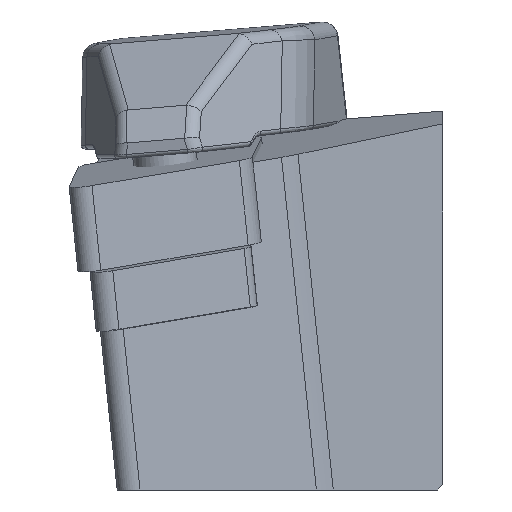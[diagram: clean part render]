
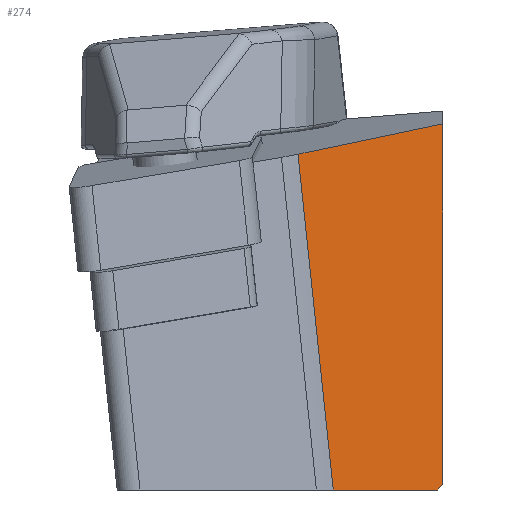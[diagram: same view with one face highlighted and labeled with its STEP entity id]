
A CAD part, left-side view. The second image highlights one B-rep face of the part: STEP entity #274.
In plain terms, the highlighted planar face has unit normal (-0.711, -0.703, -0.001).
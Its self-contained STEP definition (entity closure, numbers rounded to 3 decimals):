
#274=ADVANCED_FACE('',(#446),#384,.F.);
#384=PLANE('',#2140);
#446=FACE_OUTER_BOUND('',#559,.T.);
#559=EDGE_LOOP('',(#1186,#1187,#1188,#1189,#1190));
#662=LINE('',#2931,#836);
#679=LINE('',#2991,#853);
#695=LINE('',#3034,#869);
#716=LINE('',#3086,#890);
#736=LINE('',#3131,#910);
#836=VECTOR('',#2329,1.);
#853=VECTOR('',#2366,1.);
#869=VECTOR('',#2394,1.);
#890=VECTOR('',#2443,1.);
#910=VECTOR('',#2501,1.);
#1186=ORIENTED_EDGE('',*,*,#1835,.F.);
#1187=ORIENTED_EDGE('',*,*,#1809,.F.);
#1188=ORIENTED_EDGE('',*,*,#1789,.F.);
#1189=ORIENTED_EDGE('',*,*,#1763,.F.);
#1190=ORIENTED_EDGE('',*,*,#1859,.T.);
#1581=VERTEX_POINT('',#2930);
#1582=VERTEX_POINT('',#2932);
#1604=VERTEX_POINT('',#2992);
#1620=VERTEX_POINT('',#3032);
#1638=VERTEX_POINT('',#3087);
#1763=EDGE_CURVE('',#1581,#1582,#662,.T.);
#1789=EDGE_CURVE('',#1582,#1604,#679,.T.);
#1809=EDGE_CURVE('',#1604,#1620,#695,.T.);
#1835=EDGE_CURVE('',#1620,#1638,#716,.T.);
#1859=EDGE_CURVE('',#1581,#1638,#736,.T.);
#2140=AXIS2_PLACEMENT_3D('',#3133,#2504,#2505);
#2329=DIRECTION('',(0.695,-0.703,0.147));
#2366=DIRECTION('',(0.002,0.,-1.));
#2394=DIRECTION('',(-0.573,0.58,-0.58));
#2443=DIRECTION('',(-0.703,0.711,0.));
#2501=DIRECTION('',(0.105,-0.104,-0.989));
#2504=DIRECTION('',(0.711,0.703,0.001));
#2505=DIRECTION('',(0.703,-0.711,0.));
#2930=CARTESIAN_POINT('',(8.592,7.724,1.895));
#2931=CARTESIAN_POINT('',(8.592,7.724,1.895));
#2932=CARTESIAN_POINT('',(16.23,0.,3.514));
#2991=CARTESIAN_POINT('',(16.299,0.,-37.167));
#2992=CARTESIAN_POINT('',(16.262,0.,-15.7));
#3032=CARTESIAN_POINT('',(15.966,0.3,-16.));
#3034=CARTESIAN_POINT('',(6.773,9.609,-25.309));
#3086=CARTESIAN_POINT('',(12.702,3.599,-16.));
#3087=CARTESIAN_POINT('',(10.483,5.843,-16.));
#3131=CARTESIAN_POINT('',(12.721,3.617,-37.173));
#3133=CARTESIAN_POINT('',(12.721,3.617,-37.173));
